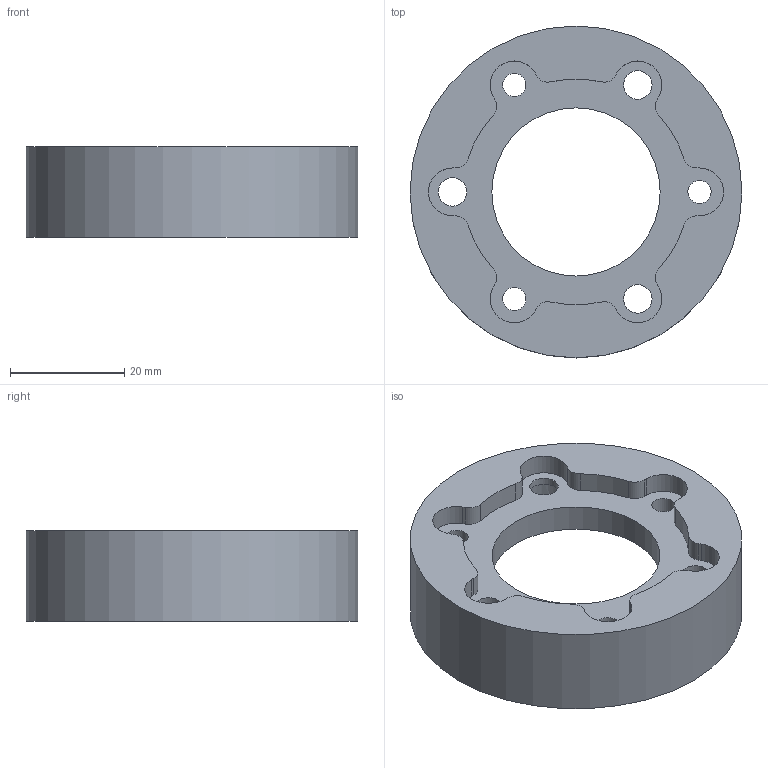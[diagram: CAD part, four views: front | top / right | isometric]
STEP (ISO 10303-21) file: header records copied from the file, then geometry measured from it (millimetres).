
FILE_DESCRIPTION(/* description */ (''),/* implementation_level */ '2;1');
FILE_NAME(/* name */ 'Hub .step',/* time_stamp */ '2023-08-24T23:01:16-04:00',/* author */ (''),/* organization */ (''),/* preprocessor_version */ 'ST-DEVELOPER v20',/* originating_system */ 'Autodesk Translation Framework v12.9.0.99',/* authorisation */ '');
FILE_SCHEMA (('AUTOMOTIVE_DESIGN { 1 0 10303 214 3 1 1 }'));
Length unit declared in the file: inch
Products named in the file (1): hub
Bounding box: 58 x 58 x 15.88 mm (x, y, z)
Volume: 16266.5 mm3; surface area: 9495.7 mm2
Topology: 1 solids, 1 shells, 69 faces, 195 edges, 130 vertices
Faces by surface type: cylinder 47, plane 22
Full cylindrical faces by diameter (mm): 4.067 x3, 4.978 x3, 10.16 x3, 29.4 x1, 58 x1
Entity records: 2358 total; most frequent: DIRECTION 441, CARTESIAN_POINT 395, ORIENTED_EDGE 390, EDGE_CURVE 195, AXIS2_PLACEMENT_3D 176, VERTEX_POINT 130, CIRCLE 106, LINE 89
